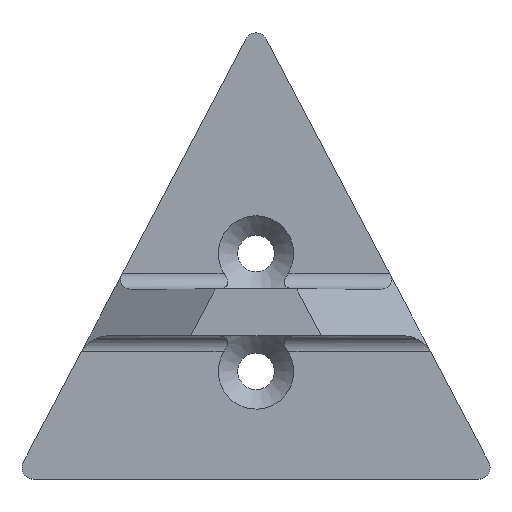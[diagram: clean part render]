
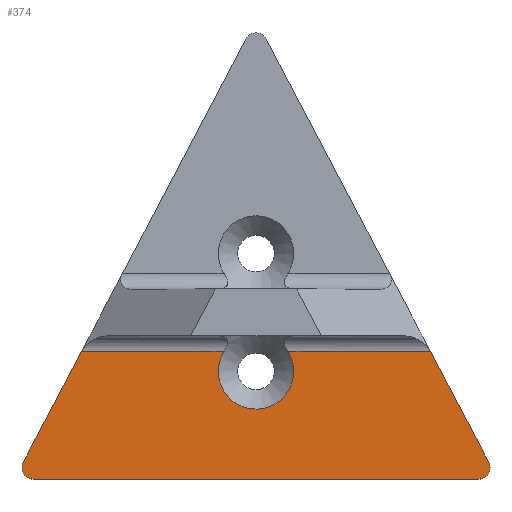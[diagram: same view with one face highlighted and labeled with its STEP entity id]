
A CAD part, top view. The second image highlights one B-rep face of the part: STEP entity #374.
In plain terms, the highlighted planar face has unit normal (0, 0, 1).
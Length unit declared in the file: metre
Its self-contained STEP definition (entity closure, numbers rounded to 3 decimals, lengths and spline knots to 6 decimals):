
#33=LINE('',#562,#65);
#34=LINE('',#564,#66);
#35=LINE('',#568,#67);
#36=LINE('',#572,#68);
#37=LINE('',#574,#69);
#65=VECTOR('',#453,1.);
#66=VECTOR('',#454,1.);
#67=VECTOR('',#457,1.);
#68=VECTOR('',#460,1.);
#69=VECTOR('',#461,1.);
#97=ORIENTED_EDGE('',*,*,#205,.T.);
#98=ORIENTED_EDGE('',*,*,#206,.T.);
#99=ORIENTED_EDGE('',*,*,#207,.T.);
#100=ORIENTED_EDGE('',*,*,#208,.T.);
#101=ORIENTED_EDGE('',*,*,#209,.T.);
#102=ORIENTED_EDGE('',*,*,#210,.T.);
#103=ORIENTED_EDGE('',*,*,#211,.F.);
#104=ORIENTED_EDGE('',*,*,#212,.T.);
#205=EDGE_CURVE('',#259,#260,#295,.F.);
#206=EDGE_CURVE('',#260,#261,#33,.T.);
#207=EDGE_CURVE('',#261,#262,#34,.T.);
#208=EDGE_CURVE('',#262,#263,#296,.T.);
#209=EDGE_CURVE('',#263,#264,#35,.T.);
#210=EDGE_CURVE('',#264,#265,#297,.T.);
#211=EDGE_CURVE('',#266,#265,#36,.T.);
#212=EDGE_CURVE('',#266,#259,#37,.T.);
#259=VERTEX_POINT('',#560);
#260=VERTEX_POINT('',#561);
#261=VERTEX_POINT('',#563);
#262=VERTEX_POINT('',#565);
#263=VERTEX_POINT('',#567);
#264=VERTEX_POINT('',#569);
#265=VERTEX_POINT('',#571);
#266=VERTEX_POINT('',#573);
#295=CIRCLE('',#410,0.00485);
#296=CIRCLE('',#411,0.0015);
#297=CIRCLE('',#412,0.0015);
#307=EDGE_LOOP('',(#97,#98,#99,#100,#101,#102,#103,#104));
#335=FACE_BOUND('',#307,.T.);
#363=PLANE('',#409);
#374=ADVANCED_FACE('',(#335),#363,.T.);
#409=AXIS2_PLACEMENT_3D('',#558,#449,#450);
#410=AXIS2_PLACEMENT_3D('',#559,#451,#452);
#411=AXIS2_PLACEMENT_3D('',#566,#455,#456);
#412=AXIS2_PLACEMENT_3D('',#570,#458,#459);
#449=DIRECTION('',(0.,0.,1.));
#450=DIRECTION('',(1.,0.,0.));
#451=DIRECTION('',(0.,0.,1.));
#452=DIRECTION('',(1.,0.,0.));
#453=DIRECTION('',(-1.,0.,0.));
#454=DIRECTION('',(-0.465,-0.885,0.));
#455=DIRECTION('',(0.,0.,1.));
#456=DIRECTION('',(1.,0.,0.));
#457=DIRECTION('',(1.,0.,0.));
#458=DIRECTION('',(0.,0.,1.));
#459=DIRECTION('',(1.,0.,0.));
#460=DIRECTION('',(0.465,-0.885,0.));
#461=DIRECTION('',(-1.,0.,0.));
#558=CARTESIAN_POINT('',(0.001234,0.01381,0.0035));
#559=CARTESIAN_POINT('',(0.001234,0.010851,0.0035));
#560=CARTESIAN_POINT('',(0.005343,0.013427,0.0035));
#561=CARTESIAN_POINT('',(-0.002875,0.013427,0.0035));
#562=CARTESIAN_POINT('',(0.001234,0.013427,0.0035));
#563=CARTESIAN_POINT('',(-0.021198,0.013427,0.0035));
#564=CARTESIAN_POINT('',(-0.02289,0.010208,0.0035));
#565=CARTESIAN_POINT('',(-0.028677,-0.000802,0.0035));
#566=CARTESIAN_POINT('',(-0.027349,-0.0015,0.0035));
#567=CARTESIAN_POINT('',(-0.027349,-0.003,0.0035));
#568=CARTESIAN_POINT('',(0.001234,-0.003,0.0035));
#569=CARTESIAN_POINT('',(0.029817,-0.003,0.0035));
#570=CARTESIAN_POINT('',(0.029817,-0.0015,0.0035));
#571=CARTESIAN_POINT('',(0.031145,-0.000802,0.0035));
#572=CARTESIAN_POINT('',(0.025358,0.010208,0.0035));
#573=CARTESIAN_POINT('',(0.023666,0.013427,0.0035));
#574=CARTESIAN_POINT('',(0.001234,0.013427,0.0035));
